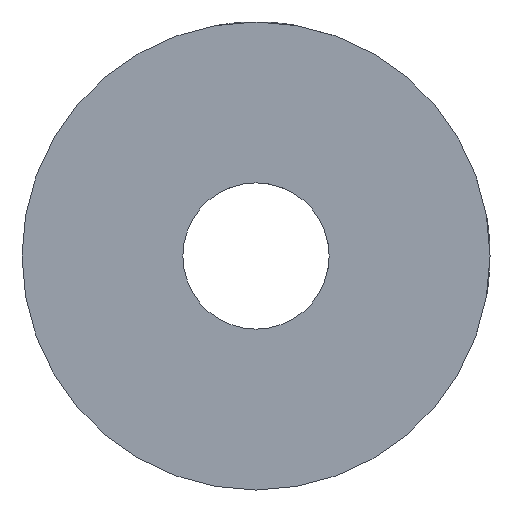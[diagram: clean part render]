
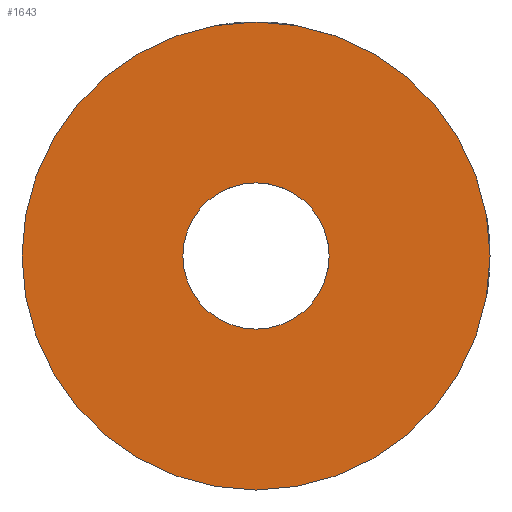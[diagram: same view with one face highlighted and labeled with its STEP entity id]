
A CAD part, front view. The second image highlights one B-rep face of the part: STEP entity #1643.
In plain terms, the highlighted planar face has unit normal (0, -1, 0).
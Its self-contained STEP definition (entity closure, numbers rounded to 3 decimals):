
#28=FACE_BOUND('',#160,.T.);
#32=PLANE('',#1914);
#65=FACE_OUTER_BOUND('',#159,.T.);
#159=EDGE_LOOP('',(#1295));
#160=EDGE_LOOP('',(#1296));
#504=CIRCLE('',#1853,2.5);
#505=CIRCLE('',#1855,8.);
#700=VERTEX_POINT('',#3045);
#701=VERTEX_POINT('',#3049);
#904=EDGE_CURVE('',#700,#700,#504,.T.);
#905=EDGE_CURVE('',#701,#701,#505,.T.);
#1295=ORIENTED_EDGE('',*,*,#905,.F.);
#1296=ORIENTED_EDGE('',*,*,#904,.T.);
#1643=ADVANCED_FACE('',(#65,#28),#32,.F.);
#1853=AXIS2_PLACEMENT_3D('',#3047,#2299,#2300);
#1855=AXIS2_PLACEMENT_3D('',#3050,#2303,#2304);
#1914=AXIS2_PLACEMENT_3D('',#3147,#2423,#2424);
#2299=DIRECTION('center_axis',(0.,1.,0.));
#2300=DIRECTION('ref_axis',(0.,0.,1.));
#2303=DIRECTION('center_axis',(0.,1.,0.));
#2304=DIRECTION('ref_axis',(0.,0.,1.));
#2423=DIRECTION('center_axis',(0.,1.,0.));
#2424=DIRECTION('ref_axis',(0.,0.,1.));
#3045=CARTESIAN_POINT('',(0.,0.,2.5));
#3047=CARTESIAN_POINT('Origin',(0.,0.,0.));
#3049=CARTESIAN_POINT('',(0.,0.,8.));
#3050=CARTESIAN_POINT('Origin',(0.,0.,0.));
#3147=CARTESIAN_POINT('Origin',(0.,0.,0.));
